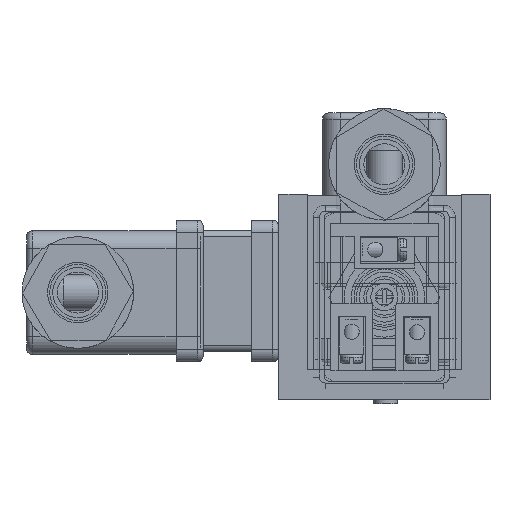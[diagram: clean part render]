
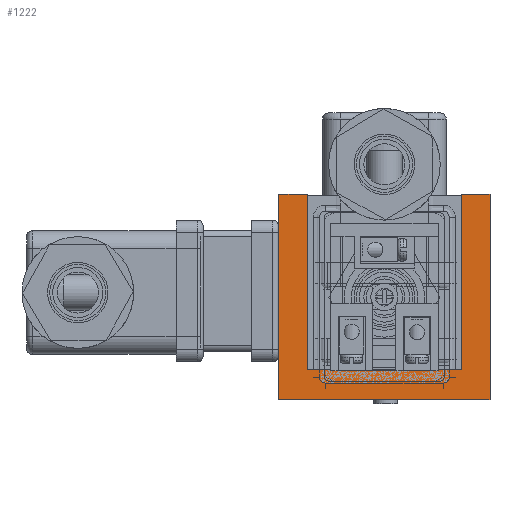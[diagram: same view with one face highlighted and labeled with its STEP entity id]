
A CAD part, front view. The second image highlights one B-rep face of the part: STEP entity #1222.
In plain terms, the highlighted planar face has unit normal (0, -1, 0).
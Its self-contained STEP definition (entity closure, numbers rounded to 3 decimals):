
#1222 = ADVANCED_FACE( '', ( #2611 ), #2612, .F. );
#2611 = FACE_OUTER_BOUND( '', #4265, .T. );
#2612 = PLANE( '', #4266 );
#4265 = EDGE_LOOP( '', ( #7698, #7699, #7700, #7701, #7702, #7703, #7704, #7705 ) );
#4266 = AXIS2_PLACEMENT_3D( '', #7706, #7707, #7708 );
#7698 = ORIENTED_EDGE( '', *, *, #10572, .T. );
#7699 = ORIENTED_EDGE( '', *, *, #10036, .F. );
#7700 = ORIENTED_EDGE( '', *, *, #10160, .F. );
#7701 = ORIENTED_EDGE( '', *, *, #9492, .F. );
#7702 = ORIENTED_EDGE( '', *, *, #10591, .F. );
#7703 = ORIENTED_EDGE( '', *, *, #9342, .F. );
#7704 = ORIENTED_EDGE( '', *, *, #10343, .F. );
#7705 = ORIENTED_EDGE( '', *, *, #10265, .F. );
#7706 = CARTESIAN_POINT( '', ( -17.5, 0., 17. ) );
#7707 = DIRECTION( '', ( 0., 1., 0. ) );
#7708 = DIRECTION( '', ( 0., 0., 1. ) );
#9342 = EDGE_CURVE( '', #10956, #10957, #10958, .T. );
#9492 = EDGE_CURVE( '', #11240, #11241, #11242, .T. );
#10036 = EDGE_CURVE( '', #12137, #12139, #12140, .T. );
#10160 = EDGE_CURVE( '', #11241, #12137, #12324, .T. );
#10265 = EDGE_CURVE( '', #12473, #12475, #12476, .T. );
#10343 = EDGE_CURVE( '', #12475, #10956, #12578, .T. );
#10572 = EDGE_CURVE( '', #12473, #12139, #12883, .T. );
#10591 = EDGE_CURVE( '', #10957, #11240, #12906, .T. );
#10956 = VERTEX_POINT( '', #13331 );
#10957 = VERTEX_POINT( '', #13332 );
#10958 = LINE( '', #13333, #13334 );
#11240 = VERTEX_POINT( '', #14005 );
#11241 = VERTEX_POINT( '', #14006 );
#11242 = LINE( '', #14007, #14008 );
#12137 = VERTEX_POINT( '', #15394 );
#12139 = VERTEX_POINT( '', #15397 );
#12140 = LINE( '', #15398, #15399 );
#12324 = LINE( '', #15705, #15706 );
#12473 = VERTEX_POINT( '', #15947 );
#12475 = VERTEX_POINT( '', #15950 );
#12476 = LINE( '', #15951, #15952 );
#12578 = LINE( '', #16110, #16111 );
#12883 = LINE( '', #16692, #16693 );
#12906 = LINE( '', #16723, #16724 );
#13331 = CARTESIAN_POINT( '', ( 17.5, 0., 17. ) );
#13332 = CARTESIAN_POINT( '', ( 17.5, 0., -17. ) );
#13333 = CARTESIAN_POINT( '', ( 17.5, 0., 17. ) );
#13334 = VECTOR( '', #17380, 1000. );
#14005 = CARTESIAN_POINT( '', ( -17.5, 0., -17. ) );
#14006 = CARTESIAN_POINT( '', ( -17.5, 0., 17. ) );
#14007 = CARTESIAN_POINT( '', ( -17.5, 0., -17. ) );
#14008 = VECTOR( '', #17429, 1000. );
#15394 = CARTESIAN_POINT( '', ( -12.75, 0., 17. ) );
#15397 = CARTESIAN_POINT( '', ( -12.75, 0., -12. ) );
#15398 = CARTESIAN_POINT( '', ( -12.75, 0., 17. ) );
#15399 = VECTOR( '', #17868, 1000. );
#15705 = CARTESIAN_POINT( '', ( -17.5, 0., 17. ) );
#15706 = VECTOR( '', #17985, 1000. );
#15947 = CARTESIAN_POINT( '', ( 12.75, 0., -12. ) );
#15950 = CARTESIAN_POINT( '', ( 12.75, 0., 17. ) );
#15951 = CARTESIAN_POINT( '', ( 12.75, 0., 17. ) );
#15952 = VECTOR( '', #18060, 1000. );
#16110 = CARTESIAN_POINT( '', ( -17.5, 0., 17. ) );
#16111 = VECTOR( '', #18122, 1000. );
#16692 = CARTESIAN_POINT( '', ( 12.75, 0., -12. ) );
#16693 = VECTOR( '', #18288, 1000. );
#16723 = CARTESIAN_POINT( '', ( 17.5, 0., -17. ) );
#16724 = VECTOR( '', #18303, 1000. );
#17380 = DIRECTION( '', ( 0., 0., -1. ) );
#17429 = DIRECTION( '', ( 0., 0., 1. ) );
#17868 = DIRECTION( '', ( 0., 0., -1. ) );
#17985 = DIRECTION( '', ( 1., 0., 0. ) );
#18060 = DIRECTION( '', ( 0., 0., 1. ) );
#18122 = DIRECTION( '', ( 1., 0., 0. ) );
#18288 = DIRECTION( '', ( -1., 0., 0. ) );
#18303 = DIRECTION( '', ( -1., 0., 0. ) );
